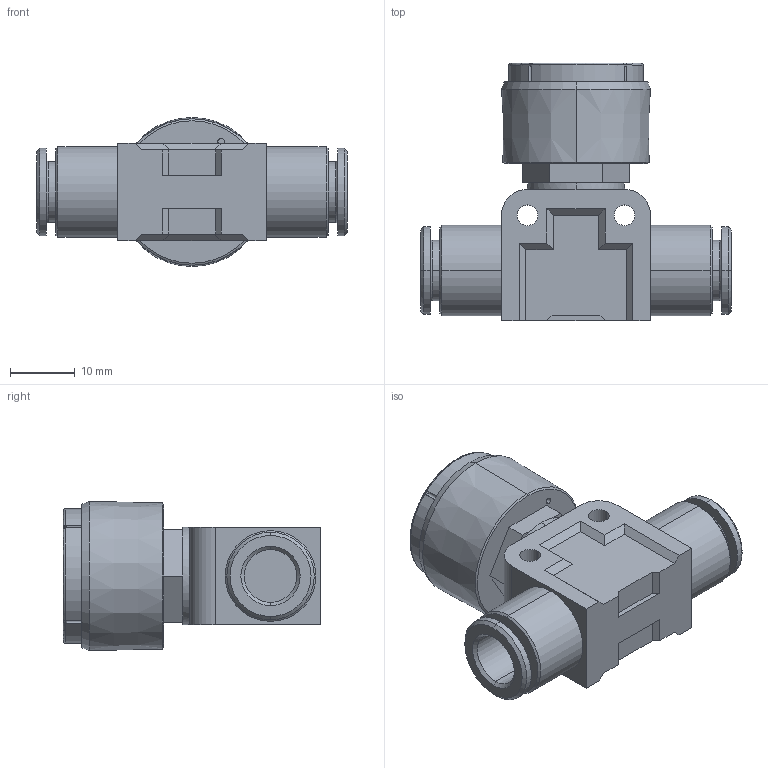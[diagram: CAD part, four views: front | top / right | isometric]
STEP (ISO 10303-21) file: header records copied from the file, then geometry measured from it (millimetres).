
FILE_DESCRIPTION (( 'STEP AP203' ), '1' );
FILE_NAME ('04414040.STEP', '2011-05-26T09:51:51', ( '' ), ( 'sopra-pneumatic' ), 'SwSTEP 2.0', 'SolidWorks 2009', '' );
FILE_SCHEMA (( 'CONFIG_CONTROL_DESIGN' ));
Length unit declared in the file: millimetre
Products named in the file (1): 04414040
Bounding box: 48 x 39.8 x 23 mm (x, y, z)
Surface area: 6641.6 mm2 (no closed solid volume)
Topology: 0 solids, 6 shells, 149 faces, 338 edges, 211 vertices
Faces by surface type: plane 68, cylinder 46, cone 25, torus 10
Entity records: 4566 total; most frequent: CARTESIAN_POINT 1085, DIRECTION 741, ORIENTED_EDGE 676, EDGE_CURVE 338, AXIS2_PLACEMENT_3D 279, VERTEX_POINT 211, LINE 183, VECTOR 183
